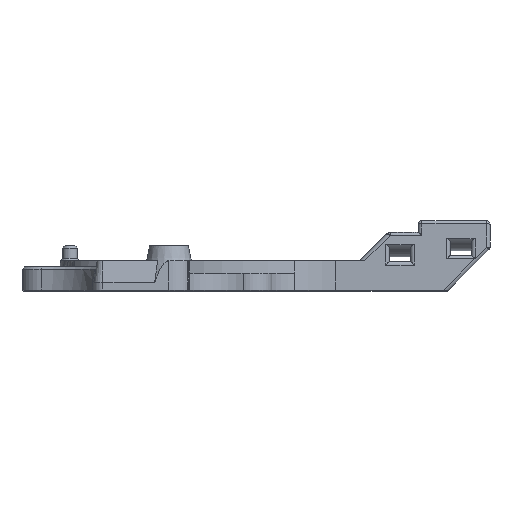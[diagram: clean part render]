
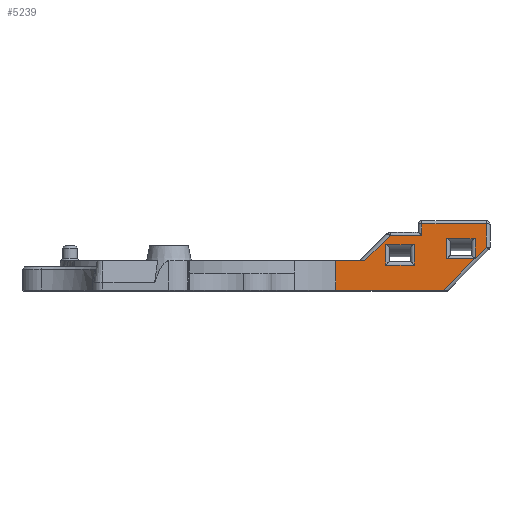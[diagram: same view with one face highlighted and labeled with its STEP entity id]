
A CAD part, left-side view. The second image highlights one B-rep face of the part: STEP entity #5239.
In plain terms, the highlighted planar face has unit normal (-1, 0, 0).
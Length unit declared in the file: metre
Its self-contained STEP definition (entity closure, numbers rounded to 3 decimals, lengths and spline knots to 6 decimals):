
#171=B_SPLINE_CURVE_WITH_KNOTS('',3,(#7904,#7905,#7906,#7907),
 .UNSPECIFIED.,.F.,.F.,(4,4),(0.011197,0.016398),
 .UNSPECIFIED.);
#284=PLANE('',#5592);
#413=LINE('',#7873,#812);
#414=LINE('',#7876,#813);
#415=LINE('',#7878,#814);
#416=LINE('',#7880,#815);
#417=LINE('',#7881,#816);
#418=LINE('',#7884,#817);
#419=LINE('',#7886,#818);
#420=LINE('',#7888,#819);
#421=LINE('',#7890,#820);
#422=LINE('',#7892,#821);
#423=LINE('',#7894,#822);
#424=LINE('',#7896,#823);
#425=LINE('',#7898,#824);
#426=LINE('',#7900,#825);
#427=LINE('',#7902,#826);
#428=LINE('',#7909,#827);
#429=LINE('',#7911,#828);
#812=VECTOR('',#6230,1.);
#813=VECTOR('',#6231,1.);
#814=VECTOR('',#6232,1.);
#815=VECTOR('',#6233,1.);
#816=VECTOR('',#6234,1.);
#817=VECTOR('',#6235,1.);
#818=VECTOR('',#6236,1.);
#819=VECTOR('',#6237,1.);
#820=VECTOR('',#6238,1.);
#821=VECTOR('',#6239,1.);
#822=VECTOR('',#6240,1.);
#823=VECTOR('',#6241,1.);
#824=VECTOR('',#6242,1.);
#825=VECTOR('',#6243,1.);
#826=VECTOR('',#6244,1.);
#827=VECTOR('',#6245,1.);
#828=VECTOR('',#6246,1.);
#1215=ORIENTED_EDGE('',*,*,#2844,.T.);
#1216=ORIENTED_EDGE('',*,*,#2845,.T.);
#1217=ORIENTED_EDGE('',*,*,#2846,.T.);
#1218=ORIENTED_EDGE('',*,*,#2847,.T.);
#1219=ORIENTED_EDGE('',*,*,#2848,.T.);
#1220=ORIENTED_EDGE('',*,*,#2849,.T.);
#1221=ORIENTED_EDGE('',*,*,#2850,.T.);
#1222=ORIENTED_EDGE('',*,*,#2851,.T.);
#1223=ORIENTED_EDGE('',*,*,#2852,.T.);
#1224=ORIENTED_EDGE('',*,*,#2853,.T.);
#1225=ORIENTED_EDGE('',*,*,#2854,.T.);
#1226=ORIENTED_EDGE('',*,*,#2855,.T.);
#1227=ORIENTED_EDGE('',*,*,#2856,.T.);
#1228=ORIENTED_EDGE('',*,*,#2857,.T.);
#1229=ORIENTED_EDGE('',*,*,#2858,.T.);
#1230=ORIENTED_EDGE('',*,*,#2859,.T.);
#1231=ORIENTED_EDGE('',*,*,#2860,.T.);
#1232=ORIENTED_EDGE('',*,*,#2861,.T.);
#2844=EDGE_CURVE('',#3658,#3659,#413,.F.);
#2845=EDGE_CURVE('',#3659,#3660,#414,.T.);
#2846=EDGE_CURVE('',#3660,#3661,#415,.T.);
#2847=EDGE_CURVE('',#3661,#3658,#416,.F.);
#2848=EDGE_CURVE('',#3662,#3663,#417,.T.);
#2849=EDGE_CURVE('',#3663,#3664,#418,.T.);
#2850=EDGE_CURVE('',#3664,#3665,#419,.F.);
#2851=EDGE_CURVE('',#3665,#3666,#420,.F.);
#2852=EDGE_CURVE('',#3666,#3667,#421,.T.);
#2853=EDGE_CURVE('',#3667,#3668,#422,.T.);
#2854=EDGE_CURVE('',#3668,#3669,#423,.T.);
#2855=EDGE_CURVE('',#3669,#3670,#424,.F.);
#2856=EDGE_CURVE('',#3670,#3671,#425,.F.);
#2857=EDGE_CURVE('',#3671,#3672,#426,.F.);
#2858=EDGE_CURVE('',#3672,#3673,#427,.T.);
#2859=EDGE_CURVE('',#3673,#3674,#171,.T.);
#2860=EDGE_CURVE('',#3674,#3675,#428,.T.);
#2861=EDGE_CURVE('',#3675,#3662,#429,.T.);
#3658=VERTEX_POINT('',#7874);
#3659=VERTEX_POINT('',#7875);
#3660=VERTEX_POINT('',#7877);
#3661=VERTEX_POINT('',#7879);
#3662=VERTEX_POINT('',#7882);
#3663=VERTEX_POINT('',#7883);
#3664=VERTEX_POINT('',#7885);
#3665=VERTEX_POINT('',#7887);
#3666=VERTEX_POINT('',#7889);
#3667=VERTEX_POINT('',#7891);
#3668=VERTEX_POINT('',#7893);
#3669=VERTEX_POINT('',#7895);
#3670=VERTEX_POINT('',#7897);
#3671=VERTEX_POINT('',#7899);
#3672=VERTEX_POINT('',#7901);
#3673=VERTEX_POINT('',#7903);
#3674=VERTEX_POINT('',#7908);
#3675=VERTEX_POINT('',#7910);
#4404=EDGE_LOOP('',(#1215,#1216,#1217,#1218));
#4405=EDGE_LOOP('',(#1219,#1220,#1221,#1222,#1223,#1224,#1225,#1226,#1227,
#1228,#1229,#1230,#1231,#1232));
#4773=FACE_BOUND('',#4404,.T.);
#4774=FACE_BOUND('',#4405,.T.);
#5239=ADVANCED_FACE('',(#4773,#4774),#284,.T.);
#5592=AXIS2_PLACEMENT_3D('',#7872,#6228,#6229);
#6228=DIRECTION('',(-1.,0.,0.));
#6229=DIRECTION('',(0.,1.,0.));
#6230=DIRECTION('',(0.,0.,-1.));
#6231=DIRECTION('',(0.,-1.,0.));
#6232=DIRECTION('',(0.,0.,-1.));
#6233=DIRECTION('',(0.,-1.,0.));
#6234=DIRECTION('',(0.,0.,-1.));
#6235=DIRECTION('',(0.,-1.,0.));
#6236=DIRECTION('',(0.,0.707,-0.707));
#6237=DIRECTION('',(0.,-1.,0.));
#6238=DIRECTION('',(0.,0.,1.));
#6239=DIRECTION('',(0.,-1.,0.));
#6240=DIRECTION('',(0.,0.,-1.));
#6241=DIRECTION('',(0.,0.707,-0.707));
#6242=DIRECTION('',(0.,0.,-1.));
#6243=DIRECTION('',(0.,-1.,0.));
#6244=DIRECTION('',(0.,0.,-1.));
#6245=DIRECTION('',(0.,0.707,-0.707));
#6246=DIRECTION('',(0.,1.,0.));
#7872=CARTESIAN_POINT('',(-0.00422,-0.039855,0.0025));
#7873=CARTESIAN_POINT('',(-0.00422,-0.035705,0.00766));
#7874=CARTESIAN_POINT('',(-0.00422,-0.035705,0.004313));
#7875=CARTESIAN_POINT('',(-0.00422,-0.035705,0.00766));
#7876=CARTESIAN_POINT('',(-0.00422,-0.031805,0.00766));
#7877=CARTESIAN_POINT('',(-0.00422,-0.040405,0.00766));
#7878=CARTESIAN_POINT('',(-0.00422,-0.040405,0.0025));
#7879=CARTESIAN_POINT('',(-0.00422,-0.040405,0.004313));
#7880=CARTESIAN_POINT('',(-0.00422,-0.036305,0.004313));
#7881=CARTESIAN_POINT('',(-0.00422,-0.027491,0.0025));
#7882=CARTESIAN_POINT('',(-0.00422,-0.027491,0.005));
#7883=CARTESIAN_POINT('',(-0.00422,-0.027491,0.0002));
#7884=CARTESIAN_POINT('',(-0.00422,-0.039855,0.0002));
#7885=CARTESIAN_POINT('',(-0.00422,-0.045207,0.0002));
#7886=CARTESIAN_POINT('',(-0.00422,-0.043681,-0.001326));
#7887=CARTESIAN_POINT('',(-0.00422,-0.05032,0.005313));
#7888=CARTESIAN_POINT('',(-0.00422,-0.046305,0.005313));
#7889=CARTESIAN_POINT('',(-0.00422,-0.045705,0.005313));
#7890=CARTESIAN_POINT('',(-0.00422,-0.045705,0.00866));
#7891=CARTESIAN_POINT('',(-0.00422,-0.045705,0.00866));
#7892=CARTESIAN_POINT('',(-0.00422,-0.036305,0.00866));
#7893=CARTESIAN_POINT('',(-0.00422,-0.050405,0.00866));
#7894=CARTESIAN_POINT('',(-0.00422,-0.050405,0.0025));
#7895=CARTESIAN_POINT('',(-0.00422,-0.050405,0.005399));
#7896=CARTESIAN_POINT('',(-0.00422,-0.043681,-0.001326));
#7897=CARTESIAN_POINT('',(-0.00422,-0.052255,0.007249));
#7898=CARTESIAN_POINT('',(-0.00422,-0.052255,0.0025));
#7899=CARTESIAN_POINT('',(-0.00422,-0.052255,0.0111));
#7900=CARTESIAN_POINT('',(-0.00422,-0.041059,0.0111));
#7901=CARTESIAN_POINT('',(-0.00422,-0.041659,0.0111));
#7902=CARTESIAN_POINT('',(-0.00422,-0.041659,0.009186));
#7903=CARTESIAN_POINT('',(-0.00422,-0.041659,0.009186));
#7904=CARTESIAN_POINT('',(-0.00422,-0.041659,0.009186));
#7905=CARTESIAN_POINT('',(-0.00422,-0.039925,0.009186));
#7906=CARTESIAN_POINT('',(-0.00422,-0.038191,0.009186));
#7907=CARTESIAN_POINT('',(-0.00422,-0.036457,0.009186));
#7908=CARTESIAN_POINT('',(-0.00422,-0.036457,0.009186));
#7909=CARTESIAN_POINT('',(-0.00422,-0.034813,0.007542));
#7910=CARTESIAN_POINT('',(-0.00422,-0.032271,0.005));
#7911=CARTESIAN_POINT('',(-0.00422,-0.039855,0.005));
